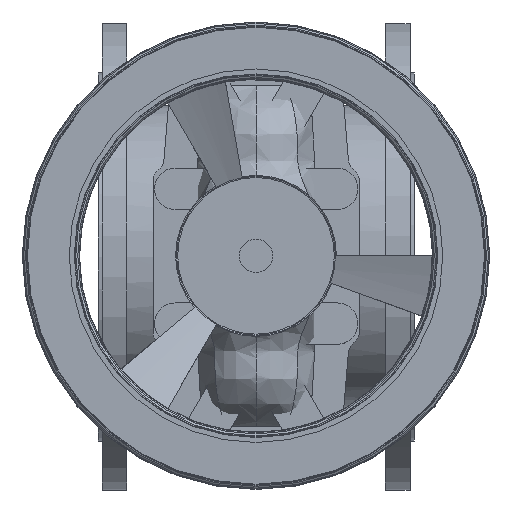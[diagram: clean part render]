
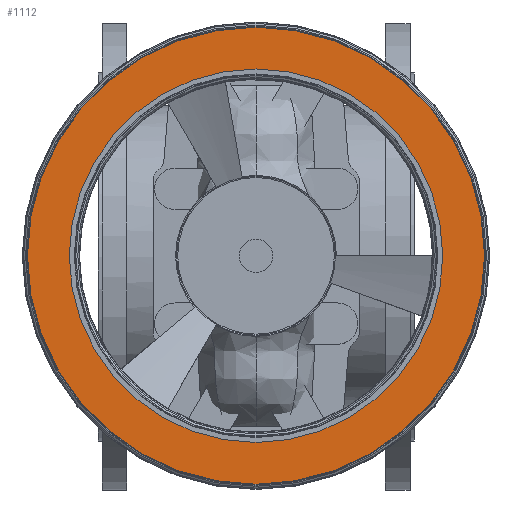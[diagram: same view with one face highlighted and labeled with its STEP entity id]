
A CAD part, top view. The second image highlights one B-rep face of the part: STEP entity #1112.
In plain terms, the highlighted planar face has unit normal (0, 0, 1).
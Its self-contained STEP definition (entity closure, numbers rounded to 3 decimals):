
#1112=ADVANCED_FACE('',(#41220,#41222),#41224,.T.);
#41220=FACE_BOUND('',#41221,.T.);
#41221=EDGE_LOOP('',(#66943,#66944));
#41222=FACE_BOUND('',#41223,.T.);
#41223=EDGE_LOOP('',(#66945,#66946));
#41224=PLANE('',#41225);
#41225=AXIS2_PLACEMENT_3D('',#41226,#41227,#41228);
#41226=CARTESIAN_POINT('',(11304.061,2632.654,323.503));
#41227=DIRECTION('',(0.,0.,1.));
#41228=DIRECTION('',(0.,-1.,0.));
#66943=ORIENTED_EDGE('',*,*,#88158,.T.);
#66944=ORIENTED_EDGE('',*,*,#88157,.T.);
#66945=ORIENTED_EDGE('',*,*,#88159,.F.);
#66946=ORIENTED_EDGE('',*,*,#88160,.F.);
#88157=EDGE_CURVE('',#99118,#99119,#99120,.T.);
#88158=EDGE_CURVE('',#99119,#99118,#99121,.T.);
#88159=EDGE_CURVE('',#99122,#99123,#99124,.T.);
#88160=EDGE_CURVE('',#99123,#99122,#99125,.T.);
#99118=VERTEX_POINT('',#118844);
#99119=VERTEX_POINT('',#118845);
#99120=CIRCLE('',#118846,166.226);
#99121=CIRCLE('',#118850,166.226);
#99122=VERTEX_POINT('',#118854);
#99123=VERTEX_POINT('',#118855);
#99124=CIRCLE('',#118856,135.819);
#99125=CIRCLE('',#118860,135.819);
#118844=CARTESIAN_POINT('',(10994.637,2632.654,323.503));
#118845=CARTESIAN_POINT('',(11327.088,2632.654,323.503));
#118846=AXIS2_PLACEMENT_3D('',#118847,#118848,#118849);
#118847=CARTESIAN_POINT('',(11160.863,2632.654,323.503));
#118848=DIRECTION('',(0.,0.,1.));
#118849=DIRECTION('',(-1.,0.,0.));
#118850=AXIS2_PLACEMENT_3D('',#118851,#118852,#118853);
#118851=CARTESIAN_POINT('',(11160.863,2632.654,323.503));
#118852=DIRECTION('',(0.,0.,1.));
#118853=DIRECTION('',(1.,0.,0.));
#118854=CARTESIAN_POINT('',(11025.043,2632.654,323.503));
#118855=CARTESIAN_POINT('',(11296.682,2632.654,323.503));
#118856=AXIS2_PLACEMENT_3D('',#118857,#118858,#118859);
#118857=CARTESIAN_POINT('',(11160.863,2632.654,323.503));
#118858=DIRECTION('',(0.,0.,1.));
#118859=DIRECTION('',(-1.,0.,0.));
#118860=AXIS2_PLACEMENT_3D('',#118861,#118862,#118863);
#118861=CARTESIAN_POINT('',(11160.863,2632.654,323.503));
#118862=DIRECTION('',(0.,0.,1.));
#118863=DIRECTION('',(1.,0.,0.));
